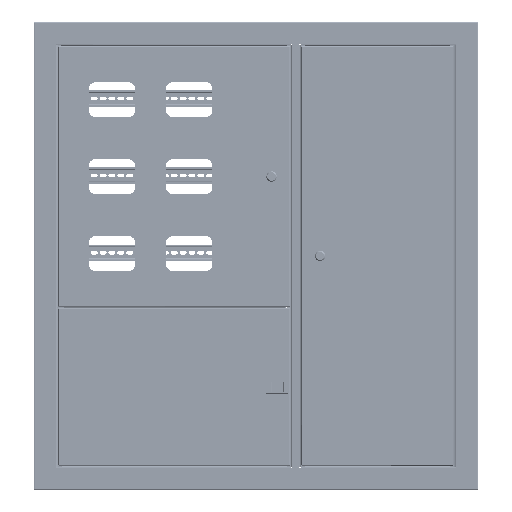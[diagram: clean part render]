
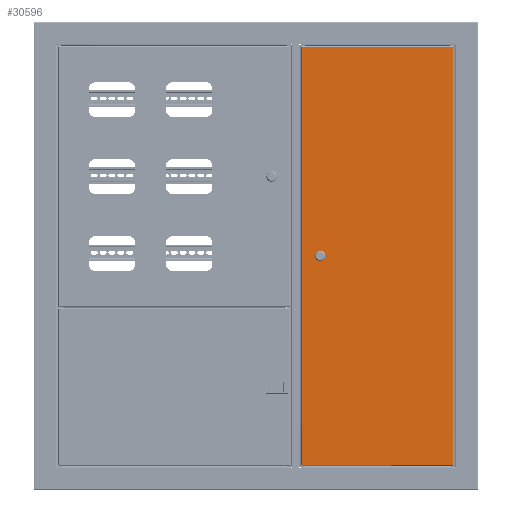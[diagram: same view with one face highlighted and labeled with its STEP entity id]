
A CAD part, top view. The second image highlights one B-rep face of the part: STEP entity #30596.
In plain terms, the highlighted planar face has unit normal (0, 0, 1).
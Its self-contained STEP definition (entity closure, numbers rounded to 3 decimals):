
#26 = VERTEX_POINT ( 'NONE', #37226 ) ;
#1780 = DIRECTION ( 'NONE',  ( -1., 0., 0. ) ) ;
#3106 = CARTESIAN_POINT ( 'NONE',  ( 448.2, 40., 0. ) ) ;
#3545 = CARTESIAN_POINT ( 'NONE',  ( 457.45, 40., 0. ) ) ;
#6348 = AXIS2_PLACEMENT_3D ( 'NONE', #67459, #41169, #11777 ) ;
#6560 = VECTOR ( 'NONE', #37905, 1000. ) ;
#7921 = ORIENTED_EDGE ( 'NONE', *, *, #38408, .F. ) ;
#9297 = VECTOR ( 'NONE', #10935, 1000. ) ;
#10834 = VECTOR ( 'NONE', #1780, 1000. ) ;
#10935 = DIRECTION ( 'NONE',  ( -1., 0., 0. ) ) ;
#11047 = LINE ( 'NONE', #36525, #53549 ) ;
#11777 = DIRECTION ( 'NONE',  ( 1., 0., 0. ) ) ;
#12431 = LINE ( 'NONE', #44173, #6560 ) ;
#17049 = EDGE_CURVE ( 'NONE', #26, #46459, #75317, .T. ) ;
#17708 = DIRECTION ( 'NONE',  ( 0., -1., 0. ) ) ;
#18366 = AXIS2_PLACEMENT_3D ( 'NONE', #3106, #80334, #34803 ) ;
#20509 = EDGE_CURVE ( 'NONE', #46459, #70494, #76035, .T. ) ;
#21154 = EDGE_LOOP ( 'NONE', ( #49291, #55130, #46606, #75416 ) ) ;
#23747 = EDGE_CURVE ( 'NONE', #40440, #67899, #73124, .T. ) ;
#25094 = DIRECTION ( 'NONE',  ( -1., 0., 0. ) ) ;
#25148 = DIRECTION ( 'NONE',  ( 0., 1., 0. ) ) ;
#25988 = VERTEX_POINT ( 'NONE', #50745 ) ;
#26800 = CARTESIAN_POINT ( 'NONE',  ( 1.7, 1.7, 0. ) ) ;
#28140 = EDGE_CURVE ( 'NONE', #25988, #26, #78588, .T. ) ;
#28329 = DIRECTION ( 'NONE',  ( 1., 0., 0. ) ) ;
#28786 = VECTOR ( 'NONE', #25148, 1000. ) ;
#29104 = AXIS2_PLACEMENT_3D ( 'NONE', #47157, #72166, #28329 ) ;
#30567 = FACE_BOUND ( 'NONE', #69254, .T. ) ;
#30596 = ADVANCED_FACE ( 'NONE', ( #30567, #56060 ), #40328, .F. ) ;
#34343 = CIRCLE ( 'NONE', #6348, 9.25 ) ;
#34803 = DIRECTION ( 'NONE',  ( 1., 0., 0. ) ) ;
#35173 = CARTESIAN_POINT ( 'NONE',  ( 451.849, 48.5, 0. ) ) ;
#36041 = EDGE_CURVE ( 'NONE', #70494, #25988, #11047, .T. ) ;
#36525 = CARTESIAN_POINT ( 'NONE',  ( 1.7, 324.293, 0. ) ) ;
#37226 = CARTESIAN_POINT ( 'NONE',  ( 894.7, 1.7, 0. ) ) ;
#37905 = DIRECTION ( 'NONE',  ( 1., 0., 0. ) ) ;
#38408 = EDGE_CURVE ( 'NONE', #71642, #67770, #78571, .T. ) ;
#39520 = CARTESIAN_POINT ( 'NONE',  ( 451.849, 48.5, 0. ) ) ;
#40328 = PLANE ( 'NONE',  #76264 ) ;
#40440 = VERTEX_POINT ( 'NONE', #78723 ) ;
#41169 = DIRECTION ( 'NONE',  ( 0., 0., 1. ) ) ;
#42611 = EDGE_CURVE ( 'NONE', #81167, #40440, #12431, .T. ) ;
#43575 = CARTESIAN_POINT ( 'NONE',  ( 894.7, 0., 0. ) ) ;
#44173 = CARTESIAN_POINT ( 'NONE',  ( 451.849, 31.5, 0. ) ) ;
#46459 = VERTEX_POINT ( 'NONE', #70391 ) ;
#46606 = ORIENTED_EDGE ( 'NONE', *, *, #20509, .T. ) ;
#47157 = CARTESIAN_POINT ( 'NONE',  ( 448.2, 40., 0. ) ) ;
#49291 = ORIENTED_EDGE ( 'NONE', *, *, #28140, .T. ) ;
#50745 = CARTESIAN_POINT ( 'NONE',  ( 1.7, 1.7, 0. ) ) ;
#52391 = CARTESIAN_POINT ( 'NONE',  ( 444.551, 48.5, 0. ) ) ;
#53331 = VECTOR ( 'NONE', #78165, 1000. ) ;
#53392 = ORIENTED_EDGE ( 'NONE', *, *, #23747, .F. ) ;
#53549 = VECTOR ( 'NONE', #17708, 1000. ) ;
#55130 = ORIENTED_EDGE ( 'NONE', *, *, #17049, .T. ) ;
#56060 = FACE_OUTER_BOUND ( 'NONE', #21154, .T. ) ;
#56476 = ORIENTED_EDGE ( 'NONE', *, *, #42611, .F. ) ;
#57738 = EDGE_CURVE ( 'NONE', #67899, #71642, #34343, .T. ) ;
#58190 = EDGE_CURVE ( 'NONE', #67770, #81167, #65087, .T. ) ;
#59226 = ORIENTED_EDGE ( 'NONE', *, *, #57738, .F. ) ;
#59545 = DIRECTION ( 'NONE',  ( 0., 0., -1. ) ) ;
#65087 = CIRCLE ( 'NONE', #29104, 9.25 ) ;
#65793 = CARTESIAN_POINT ( 'NONE',  ( 0., 325.7, 0. ) ) ;
#67459 = CARTESIAN_POINT ( 'NONE',  ( 448.2, 40., 0. ) ) ;
#67770 = VERTEX_POINT ( 'NONE', #52391 ) ;
#67899 = VERTEX_POINT ( 'NONE', #3545 ) ;
#68146 = CARTESIAN_POINT ( 'NONE',  ( 894.993, 324., 0. ) ) ;
#69254 = EDGE_LOOP ( 'NONE', ( #7921, #59226, #53392, #56476, #74318 ) ) ;
#70391 = CARTESIAN_POINT ( 'NONE',  ( 894.7, 324., 0. ) ) ;
#70494 = VERTEX_POINT ( 'NONE', #77915 ) ;
#71642 = VERTEX_POINT ( 'NONE', #39520 ) ;
#72166 = DIRECTION ( 'NONE',  ( 0., 0., 1. ) ) ;
#73124 = CIRCLE ( 'NONE', #18366, 9.25 ) ;
#73658 = CARTESIAN_POINT ( 'NONE',  ( 444.551, 31.5, 0. ) ) ;
#74318 = ORIENTED_EDGE ( 'NONE', *, *, #58190, .F. ) ;
#75317 = LINE ( 'NONE', #43575, #28786 ) ;
#75416 = ORIENTED_EDGE ( 'NONE', *, *, #36041, .T. ) ;
#76035 = LINE ( 'NONE', #68146, #9297 ) ;
#76264 = AXIS2_PLACEMENT_3D ( 'NONE', #65793, #59545, #25094 ) ;
#77915 = CARTESIAN_POINT ( 'NONE',  ( 1.7, 324., 0. ) ) ;
#78165 = DIRECTION ( 'NONE',  ( 1., 0., 0. ) ) ;
#78571 = LINE ( 'NONE', #35173, #10834 ) ;
#78588 = LINE ( 'NONE', #26800, #53331 ) ;
#78723 = CARTESIAN_POINT ( 'NONE',  ( 451.849, 31.5, 0. ) ) ;
#80334 = DIRECTION ( 'NONE',  ( 0., 0., 1. ) ) ;
#81167 = VERTEX_POINT ( 'NONE', #73658 ) ;
